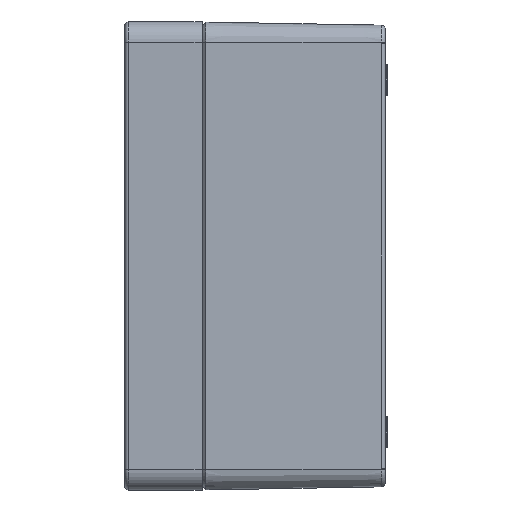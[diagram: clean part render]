
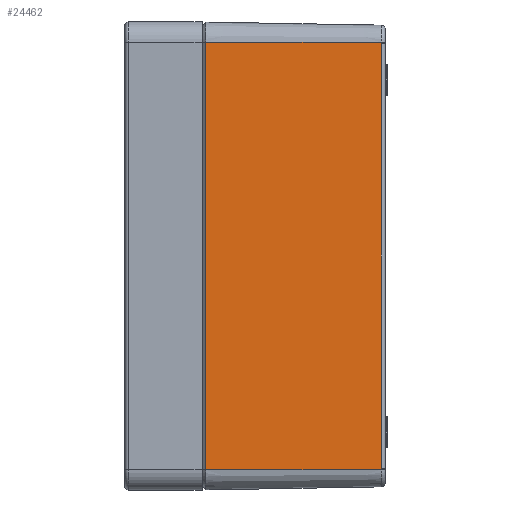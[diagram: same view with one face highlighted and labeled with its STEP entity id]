
A CAD part, left-side view. The second image highlights one B-rep face of the part: STEP entity #24462.
In plain terms, the highlighted planar face has unit normal (-1, -0.018, 0).
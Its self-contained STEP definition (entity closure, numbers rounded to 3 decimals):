
#597 = CARTESIAN_POINT ( 'NONE',  ( -198.463, -88.035, -104.651 ) ) ;
#1526 = VECTOR ( 'NONE', #4521, 1000. ) ;
#2889 = AXIS2_PLACEMENT_3D ( 'NONE', #14279, #4775, #38631 ) ;
#4521 = DIRECTION ( 'NONE',  ( -0.017, 1., 0. ) ) ;
#4775 = DIRECTION ( 'NONE',  ( -1., -0.017, 0. ) ) ;
#5432 = CARTESIAN_POINT ( 'NONE',  ( -198.463, -88.035, -104.423 ) ) ;
#6601 = LINE ( 'NONE', #59316, #56441 ) ;
#9005 = EDGE_LOOP ( 'NONE', ( #47597, #27645, #46808, #10153, #13345, #42371 ) ) ;
#10153 = ORIENTED_EDGE ( 'NONE', *, *, #40190, .T. ) ;
#10311 = CARTESIAN_POINT ( 'NONE',  ( -198.463, -88.035, -104.314 ) ) ;
#10555 = CARTESIAN_POINT ( 'NONE',  ( -198.463, -88.035, 104.423 ) ) ;
#11956 = VERTEX_POINT ( 'NONE', #53269 ) ;
#13345 = ORIENTED_EDGE ( 'NONE', *, *, #44367, .T. ) ;
#14279 = CARTESIAN_POINT ( 'NONE',  ( -200., 0., -105. ) ) ;
#14952 = VERTEX_POINT ( 'NONE', #34550 ) ;
#15395 = CARTESIAN_POINT ( 'NONE',  ( -198.463, -88.035, 104.651 ) ) ;
#16051 = DIRECTION ( 'NONE',  ( 0., 0., 1. ) ) ;
#17024 = CARTESIAN_POINT ( 'NONE',  ( -199.969, -1.8, -105. ) ) ;
#17091 = CARTESIAN_POINT ( 'NONE',  ( -200., 0., 105. ) ) ;
#17368 = CARTESIAN_POINT ( 'NONE',  ( -199.969, -1.8, -105. ) ) ;
#20282 = CARTESIAN_POINT ( 'NONE',  ( -198.463, -88.035, 105. ) ) ;
#21109 = LINE ( 'NONE', #17091, #34007 ) ;
#23792 = CARTESIAN_POINT ( 'NONE',  ( -200., 0., -105. ) ) ;
#24462 = ADVANCED_FACE ( 'NONE', ( #51875 ), #57740, .T. ) ;
#24728 = CARTESIAN_POINT ( 'NONE',  ( -199.969, -1.8, 105. ) ) ;
#27645 = ORIENTED_EDGE ( 'NONE', *, *, #43985, .T. ) ;
#29352 = CARTESIAN_POINT ( 'NONE',  ( -198.463, -88.035, -105. ) ) ;
#29394 = VERTEX_POINT ( 'NONE', #40394 ) ;
#30220 = B_SPLINE_CURVE_WITH_KNOTS ( 'NONE', 3,
 ( #29352, #62457, #597, #34431, #5432, #39280, #10311 ),
 .UNSPECIFIED., .F., .F.,
 ( 4, 3, 4 ),
 ( 0., 0.001, 0.001 ),
 .UNSPECIFIED. ) ;
#32940 = VERTEX_POINT ( 'NONE', #24728 ) ;
#33448 = B_SPLINE_CURVE_WITH_KNOTS ( 'NONE', 3,
 ( #34062, #34270, #10555, #44390, #15395, #49191, #20282 ),
 .UNSPECIFIED., .F., .F.,
 ( 4, 3, 4 ),
 ( 0., 0., 0.001 ),
 .UNSPECIFIED. ) ;
#34007 = VECTOR ( 'NONE', #41201, 1000. ) ;
#34062 = CARTESIAN_POINT ( 'NONE',  ( -198.463, -88.035, 104.314 ) ) ;
#34270 = CARTESIAN_POINT ( 'NONE',  ( -198.463, -88.035, 104.368 ) ) ;
#34431 = CARTESIAN_POINT ( 'NONE',  ( -198.463, -88.035, -104.477 ) ) ;
#34550 = CARTESIAN_POINT ( 'NONE',  ( -198.463, -88.035, -104.314 ) ) ;
#36182 = VECTOR ( 'NONE', #55964, 1000. ) ;
#38631 = DIRECTION ( 'NONE',  ( 0.017, -1., 0. ) ) ;
#39280 = CARTESIAN_POINT ( 'NONE',  ( -198.463, -88.035, -104.368 ) ) ;
#40190 = EDGE_CURVE ( 'NONE', #44721, #14952, #30220, .T. ) ;
#40394 = CARTESIAN_POINT ( 'NONE',  ( -198.463, -88.035, 104.314 ) ) ;
#41201 = DIRECTION ( 'NONE',  ( -0.017, 1., 0. ) ) ;
#42371 = ORIENTED_EDGE ( 'NONE', *, *, #54209, .T. ) ;
#42521 = EDGE_CURVE ( 'NONE', #44721, #45030, #51372, .T. ) ;
#43985 = EDGE_CURVE ( 'NONE', #32940, #45030, #60278, .T. ) ;
#44367 = EDGE_CURVE ( 'NONE', #14952, #29394, #6601, .T. ) ;
#44390 = CARTESIAN_POINT ( 'NONE',  ( -198.463, -88.035, 104.477 ) ) ;
#44721 = VERTEX_POINT ( 'NONE', #48342 ) ;
#45030 = VERTEX_POINT ( 'NONE', #17024 ) ;
#46808 = ORIENTED_EDGE ( 'NONE', *, *, #42521, .F. ) ;
#47597 = ORIENTED_EDGE ( 'NONE', *, *, #52714, .T. ) ;
#48342 = CARTESIAN_POINT ( 'NONE',  ( -198.463, -88.035, -105. ) ) ;
#49191 = CARTESIAN_POINT ( 'NONE',  ( -198.463, -88.035, 104.826 ) ) ;
#51372 = LINE ( 'NONE', #23792, #1526 ) ;
#51875 = FACE_OUTER_BOUND ( 'NONE', #9005, .T. ) ;
#52714 = EDGE_CURVE ( 'NONE', #11956, #32940, #21109, .T. ) ;
#53269 = CARTESIAN_POINT ( 'NONE',  ( -198.463, -88.035, 105. ) ) ;
#54209 = EDGE_CURVE ( 'NONE', #29394, #11956, #33448, .T. ) ;
#55964 = DIRECTION ( 'NONE',  ( 0., 0., -1. ) ) ;
#56441 = VECTOR ( 'NONE', #16051, 1000. ) ;
#57740 = PLANE ( 'NONE',  #2889 ) ;
#59316 = CARTESIAN_POINT ( 'NONE',  ( -198.463, -88.035, -105. ) ) ;
#60278 = LINE ( 'NONE', #17368, #36182 ) ;
#62457 = CARTESIAN_POINT ( 'NONE',  ( -198.463, -88.035, -104.826 ) ) ;
